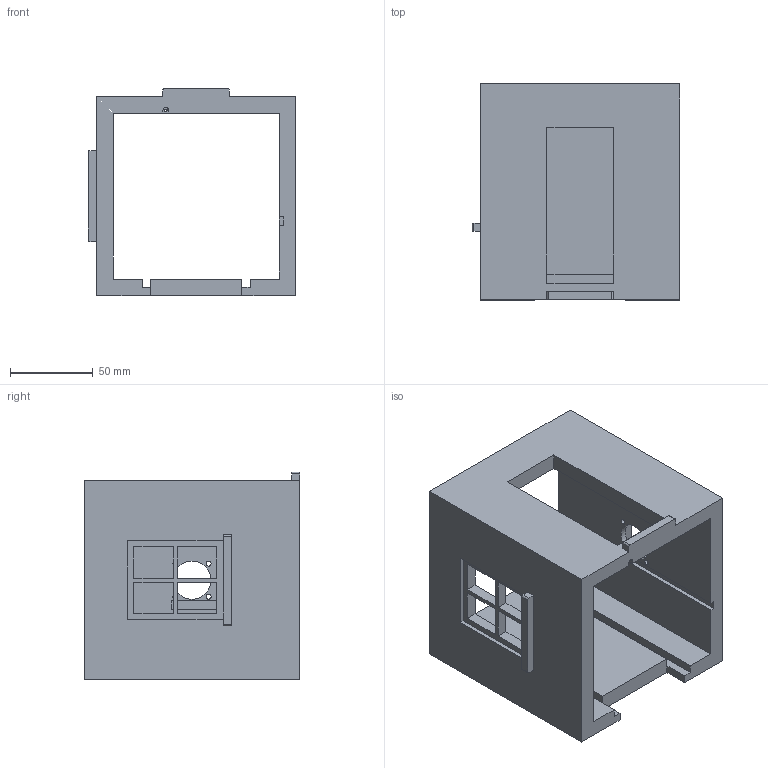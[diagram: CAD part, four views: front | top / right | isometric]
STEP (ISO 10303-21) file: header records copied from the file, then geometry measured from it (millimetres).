
FILE_DESCRIPTION (( 'STEP AP214' ), '1' );
FILE_NAME ('Domek - body.STEP', '2024-01-16T08:34:04', ( '' ), ( '' ), 'SwSTEP 2.0', 'SolidWorks 2019', '' );
FILE_SCHEMA (( 'AUTOMOTIVE_DESIGN' ));
Length unit declared in the file: millimetre
Products named in the file (1): Domek - body
Bounding box: 125 x 130 x 125 mm (x, y, z)
Volume: 495131.1 mm3; surface area: 120736.1 mm2
Topology: 1 solids, 1 shells, 97 faces, 277 edges, 184 vertices
Faces by surface type: plane 76, cylinder 21
Entity records: 3223 total; most frequent: CARTESIAN_POINT 559, ORIENTED_EDGE 554, DIRECTION 515, EDGE_CURVE 277, VECTOR 235, LINE 235, VERTEX_POINT 184, AXIS2_PLACEMENT_3D 140
